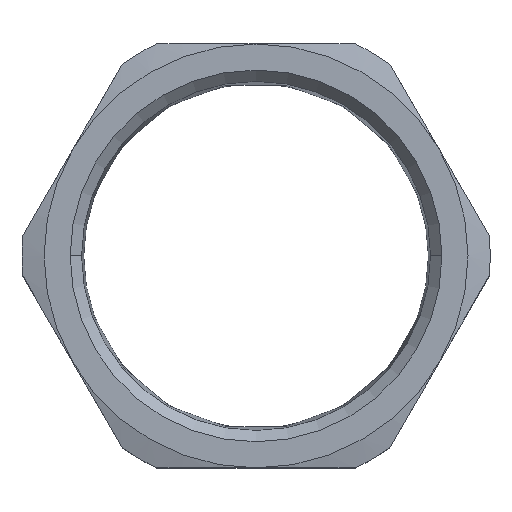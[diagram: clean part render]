
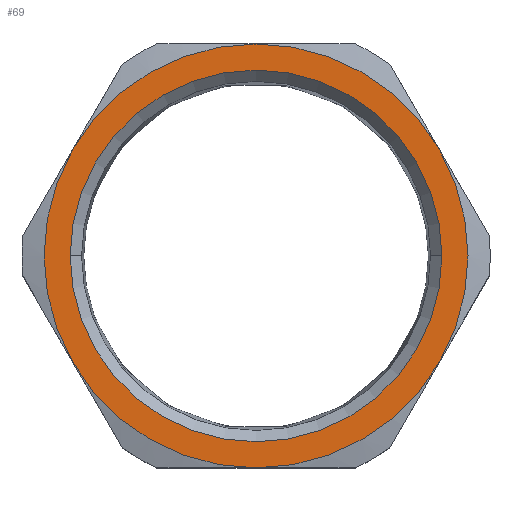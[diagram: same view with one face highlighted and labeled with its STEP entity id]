
A CAD part, top view. The second image highlights one B-rep face of the part: STEP entity #69.
In plain terms, the highlighted planar face has unit normal (0, 0, 1).
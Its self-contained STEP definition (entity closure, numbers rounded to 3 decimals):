
#1 = VERTEX_POINT ( 'NONE', #741 ) ;
#20 = EDGE_CURVE ( 'NONE', #309, #529, #116, .T. ) ;
#56 = EDGE_CURVE ( 'NONE', #1, #760, #804, .T. ) ;
#69 = ADVANCED_FACE ( 'NONE', ( #712, #594 ), #668, .T. ) ;
#78 = EDGE_CURVE ( 'NONE', #452, #775, #643, .T. ) ;
#88 = ORIENTED_EDGE ( 'NONE', *, *, #516, .F. ) ;
#116 = CIRCLE ( 'NONE', #554, 12. ) ;
#180 = AXIS2_PLACEMENT_3D ( 'NONE', #339, #336, #329 ) ;
#186 = EDGE_CURVE ( 'NONE', #760, #311, #217, .T. ) ;
#188 = DIRECTION ( 'NONE',  ( 0., 1., 0. ) ) ;
#194 = DIRECTION ( 'NONE',  ( 0., 0., -1. ) ) ;
#196 = CARTESIAN_POINT ( 'NONE',  ( 0., 0., 2.5 ) ) ;
#217 = CIRCLE ( 'NONE', #580, 12. ) ;
#251 = AXIS2_PLACEMENT_3D ( 'NONE', #490, #487, #492 ) ;
#255 = ORIENTED_EDGE ( 'NONE', *, *, #186, .F. ) ;
#299 = ORIENTED_EDGE ( 'NONE', *, *, #371, .F. ) ;
#307 = ORIENTED_EDGE ( 'NONE', *, *, #448, .F. ) ;
#309 = VERTEX_POINT ( 'NONE', #535 ) ;
#311 = VERTEX_POINT ( 'NONE', #548 ) ;
#329 = DIRECTION ( 'NONE',  ( 0., 1., 0. ) ) ;
#336 = DIRECTION ( 'NONE',  ( 0., 0., -1. ) ) ;
#339 = CARTESIAN_POINT ( 'NONE',  ( 0., 0., 2.5 ) ) ;
#369 = CARTESIAN_POINT ( 'NONE',  ( -10.521, 0., 2.5 ) ) ;
#371 = EDGE_CURVE ( 'NONE', #529, #545, #618, .T. ) ;
#376 = EDGE_LOOP ( 'NONE', ( #768, #88 ) ) ;
#385 = CARTESIAN_POINT ( 'NONE',  ( 0., 12., 2.5 ) ) ;
#391 = ORIENTED_EDGE ( 'NONE', *, *, #806, .F. ) ;
#400 = AXIS2_PLACEMENT_3D ( 'NONE', #465, #469, #467 ) ;
#405 = AXIS2_PLACEMENT_3D ( 'NONE', #682, #681, #680 ) ;
#436 = DIRECTION ( 'NONE',  ( 1., 0., 0. ) ) ;
#438 = CARTESIAN_POINT ( 'NONE',  ( 0., -12., 2.5 ) ) ;
#444 = DIRECTION ( 'NONE',  ( 0., 0., 1. ) ) ;
#446 = CARTESIAN_POINT ( 'NONE',  ( 0., 0., 2.5 ) ) ;
#448 = EDGE_CURVE ( 'NONE', #311, #309, #795, .T. ) ;
#452 = VERTEX_POINT ( 'NONE', #473 ) ;
#457 = CARTESIAN_POINT ( 'NONE',  ( -10.392, -6., 2.5 ) ) ;
#465 = CARTESIAN_POINT ( 'NONE',  ( 0., 0., 2.5 ) ) ;
#467 = DIRECTION ( 'NONE',  ( 0., 1., 0. ) ) ;
#469 = DIRECTION ( 'NONE',  ( 0., 0., -1. ) ) ;
#473 = CARTESIAN_POINT ( 'NONE',  ( 10.521, 0., 2.5 ) ) ;
#487 = DIRECTION ( 'NONE',  ( 0., 0., -1. ) ) ;
#490 = CARTESIAN_POINT ( 'NONE',  ( 0., 0., 2.5 ) ) ;
#492 = DIRECTION ( 'NONE',  ( 0., 1., 0. ) ) ;
#516 = EDGE_CURVE ( 'NONE', #775, #452, #552, .T. ) ;
#523 = EDGE_LOOP ( 'NONE', ( #255, #571, #391, #299, #687, #307 ) ) ;
#529 = VERTEX_POINT ( 'NONE', #438 ) ;
#535 = CARTESIAN_POINT ( 'NONE',  ( 10.392, -6., 2.5 ) ) ;
#545 = VERTEX_POINT ( 'NONE', #457 ) ;
#548 = CARTESIAN_POINT ( 'NONE',  ( 10.392, 6., 2.5 ) ) ;
#552 = CIRCLE ( 'NONE', #742, 10.521 ) ;
#554 = AXIS2_PLACEMENT_3D ( 'NONE', #717, #771, #790 ) ;
#571 = ORIENTED_EDGE ( 'NONE', *, *, #56, .F. ) ;
#580 = AXIS2_PLACEMENT_3D ( 'NONE', #196, #194, #188 ) ;
#594 = FACE_OUTER_BOUND ( 'NONE', #523, .T. ) ;
#618 = CIRCLE ( 'NONE', #251, 12. ) ;
#643 = CIRCLE ( 'NONE', #820, 10.521 ) ;
#644 = DIRECTION ( 'NONE',  ( 1., 0., 0. ) ) ;
#650 = DIRECTION ( 'NONE',  ( 0., 0., 1. ) ) ;
#651 = CARTESIAN_POINT ( 'NONE',  ( 0., 0., 2.5 ) ) ;
#661 = DIRECTION ( 'NONE',  ( 1., 0., 0. ) ) ;
#662 = DIRECTION ( 'NONE',  ( 0., 0., 1. ) ) ;
#665 = CARTESIAN_POINT ( 'NONE',  ( 0., 0., 2.5 ) ) ;
#668 = PLANE ( 'NONE',  #785 ) ;
#680 = DIRECTION ( 'NONE',  ( 0., 1., 0. ) ) ;
#681 = DIRECTION ( 'NONE',  ( 0., 0., -1. ) ) ;
#682 = CARTESIAN_POINT ( 'NONE',  ( 0., 0., 2.5 ) ) ;
#687 = ORIENTED_EDGE ( 'NONE', *, *, #20, .F. ) ;
#712 = FACE_BOUND ( 'NONE', #376, .T. ) ;
#713 = CIRCLE ( 'NONE', #180, 12. ) ;
#717 = CARTESIAN_POINT ( 'NONE',  ( 0., 0., 2.5 ) ) ;
#741 = CARTESIAN_POINT ( 'NONE',  ( -10.392, 6., 2.5 ) ) ;
#742 = AXIS2_PLACEMENT_3D ( 'NONE', #446, #444, #436 ) ;
#760 = VERTEX_POINT ( 'NONE', #385 ) ;
#768 = ORIENTED_EDGE ( 'NONE', *, *, #78, .F. ) ;
#771 = DIRECTION ( 'NONE',  ( 0., 0., -1. ) ) ;
#775 = VERTEX_POINT ( 'NONE', #369 ) ;
#785 = AXIS2_PLACEMENT_3D ( 'NONE', #665, #662, #661 ) ;
#790 = DIRECTION ( 'NONE',  ( 0., 1., 0. ) ) ;
#795 = CIRCLE ( 'NONE', #400, 12. ) ;
#804 = CIRCLE ( 'NONE', #405, 12. ) ;
#806 = EDGE_CURVE ( 'NONE', #545, #1, #713, .T. ) ;
#820 = AXIS2_PLACEMENT_3D ( 'NONE', #651, #650, #644 ) ;
